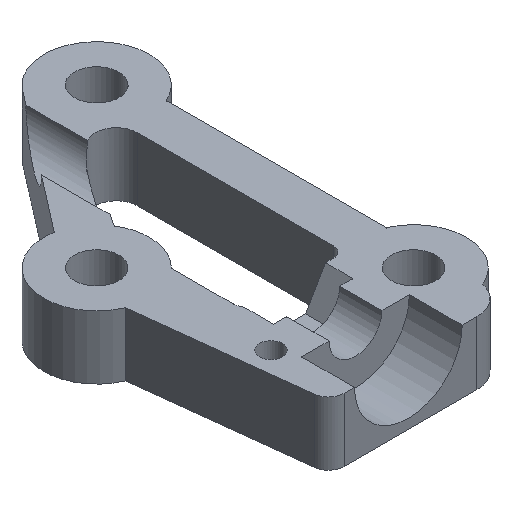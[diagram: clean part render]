
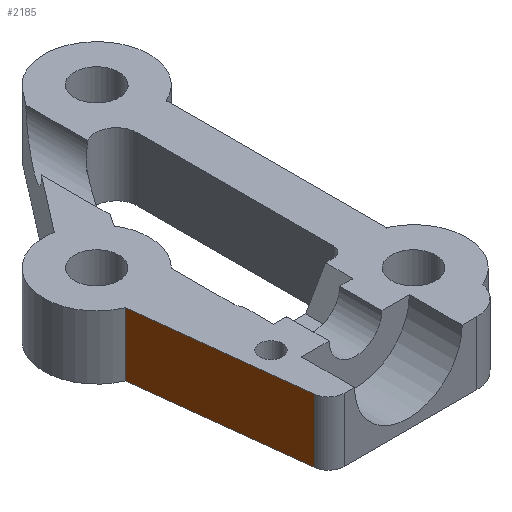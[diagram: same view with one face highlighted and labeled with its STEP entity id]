
A CAD part, isometric view. The second image highlights one B-rep face of the part: STEP entity #2185.
In plain terms, the highlighted planar face has unit normal (-0.993, -0.115, 0).
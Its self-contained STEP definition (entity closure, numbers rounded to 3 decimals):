
#44 = PLANE('',#45);
#45 = AXIS2_PLACEMENT_3D('',#46,#47,#48);
#46 = CARTESIAN_POINT('',(6.174,-59.239,-24.));
#47 = DIRECTION('',(0.,0.,1.));
#48 = DIRECTION('',(-1.,0.,0.));
#141 = EDGE_CURVE('',#142,#144,#146,.T.);
#142 = VERTEX_POINT('',#143);
#143 = CARTESIAN_POINT('',(6.174,-59.239,-24.));
#144 = VERTEX_POINT('',#145);
#145 = CARTESIAN_POINT('',(9.893,-91.345,-24.));
#146 = SURFACE_CURVE('',#147,(#151,#158),.PCURVE_S1.);
#147 = LINE('',#148,#149);
#148 = CARTESIAN_POINT('',(4.294,-43.007,-24.));
#149 = VECTOR('',#150,1.);
#150 = DIRECTION('',(0.115,-0.993,0.)
  );
#151 = PCURVE('',#44,#152);
#152 = DEFINITIONAL_REPRESENTATION('',(#153),#157);
#153 = LINE('',#154,#155);
#154 = CARTESIAN_POINT('',(1.88,-16.232));
#155 = VECTOR('',#156,1.);
#156 = DIRECTION('',(-0.115,0.993));
#157 = ( GEOMETRIC_REPRESENTATION_CONTEXT(2) 
PARAMETRIC_REPRESENTATION_CONTEXT() REPRESENTATION_CONTEXT('2D SPACE',''
  ) );
#158 = PCURVE('',#159,#164);
#159 = PLANE('',#160);
#160 = AXIS2_PLACEMENT_3D('',#161,#162,#163);
#161 = CARTESIAN_POINT('',(7.6,-71.55,-24.));
#162 = DIRECTION('',(0.993,0.115,0.)
  );
#163 = DIRECTION('',(0.,0.,1.));
#164 = DEFINITIONAL_REPRESENTATION('',(#165),#169);
#165 = LINE('',#166,#167);
#166 = CARTESIAN_POINT('',(0.,-28.734));
#167 = VECTOR('',#168,1.);
#168 = DIRECTION('',(0.,1.));
#169 = ( GEOMETRIC_REPRESENTATION_CONTEXT(2) 
PARAMETRIC_REPRESENTATION_CONTEXT() REPRESENTATION_CONTEXT('2D SPACE',''
  ) );
#192 = CYLINDRICAL_SURFACE('',#193,10.);
#193 = AXIS2_PLACEMENT_3D('',#194,#195,#196);
#194 = CARTESIAN_POINT('',(10.,-50.,-24.));
#195 = DIRECTION('',(0.,0.,1.));
#196 = DIRECTION('',(1.,0.,0.));
#542 = CYLINDRICAL_SURFACE('',#543,3.);
#543 = AXIS2_PLACEMENT_3D('',#544,#545,#546);
#544 = CARTESIAN_POINT('',(12.873,-91.,-24.));
#545 = DIRECTION('',(0.,0.,1.));
#546 = DIRECTION('',(-0.993,-0.115,0.
    ));
#2185 = ADVANCED_FACE('',(#2186),#159,.F.);
#2186 = FACE_BOUND('',#2187,.F.);
#2187 = EDGE_LOOP('',(#2188,#2189,#2212,#2240));
#2188 = ORIENTED_EDGE('',*,*,#141,.F.);
#2189 = ORIENTED_EDGE('',*,*,#2190,.T.);
#2190 = EDGE_CURVE('',#142,#2191,#2193,.T.);
#2191 = VERTEX_POINT('',#2192);
#2192 = CARTESIAN_POINT('',(6.174,-59.239,-12.));
#2193 = SURFACE_CURVE('',#2194,(#2198,#2205),.PCURVE_S1.);
#2194 = LINE('',#2195,#2196);
#2195 = CARTESIAN_POINT('',(6.174,-59.239,-24.));
#2196 = VECTOR('',#2197,1.);
#2197 = DIRECTION('',(0.,0.,1.));
#2198 = PCURVE('',#159,#2199);
#2199 = DEFINITIONAL_REPRESENTATION('',(#2200),#2204);
#2200 = LINE('',#2201,#2202);
#2201 = CARTESIAN_POINT('',(0.,-12.393));
#2202 = VECTOR('',#2203,1.);
#2203 = DIRECTION('',(1.,0.));
#2204 = ( GEOMETRIC_REPRESENTATION_CONTEXT(2) 
PARAMETRIC_REPRESENTATION_CONTEXT() REPRESENTATION_CONTEXT('2D SPACE',''
  ) );
#2205 = PCURVE('',#192,#2206);
#2206 = DEFINITIONAL_REPRESENTATION('',(#2207),#2211);
#2207 = LINE('',#2208,#2209);
#2208 = CARTESIAN_POINT('',(-1.963,0.));
#2209 = VECTOR('',#2210,1.);
#2210 = DIRECTION('',(0.,1.));
#2211 = ( GEOMETRIC_REPRESENTATION_CONTEXT(2) 
PARAMETRIC_REPRESENTATION_CONTEXT() REPRESENTATION_CONTEXT('2D SPACE',''
  ) );
#2212 = ORIENTED_EDGE('',*,*,#2213,.T.);
#2213 = EDGE_CURVE('',#2191,#2214,#2216,.T.);
#2214 = VERTEX_POINT('',#2215);
#2215 = CARTESIAN_POINT('',(9.893,-91.345,-12.));
#2216 = SURFACE_CURVE('',#2217,(#2221,#2228),.PCURVE_S1.);
#2217 = LINE('',#2218,#2219);
#2218 = CARTESIAN_POINT('',(4.294,-43.007,-12.));
#2219 = VECTOR('',#2220,1.);
#2220 = DIRECTION('',(0.115,-0.993,0.
    ));
#2221 = PCURVE('',#159,#2222);
#2222 = DEFINITIONAL_REPRESENTATION('',(#2223),#2227);
#2223 = LINE('',#2224,#2225);
#2224 = CARTESIAN_POINT('',(12.,-28.734));
#2225 = VECTOR('',#2226,1.);
#2226 = DIRECTION('',(0.,1.));
#2227 = ( GEOMETRIC_REPRESENTATION_CONTEXT(2) 
PARAMETRIC_REPRESENTATION_CONTEXT() REPRESENTATION_CONTEXT('2D SPACE',''
  ) );
#2228 = PCURVE('',#2229,#2234);
#2229 = PLANE('',#2230);
#2230 = AXIS2_PLACEMENT_3D('',#2231,#2232,#2233);
#2231 = CARTESIAN_POINT('',(12.996,-61.95,
    -12.));
#2232 = DIRECTION('',(0.,0.,-1.));
#2233 = DIRECTION('',(1.,0.,0.));
#2234 = DEFINITIONAL_REPRESENTATION('',(#2235),#2239);
#2235 = LINE('',#2236,#2237);
#2236 = CARTESIAN_POINT('',(-8.702,-18.942));
#2237 = VECTOR('',#2238,1.);
#2238 = DIRECTION('',(0.115,0.993));
#2239 = ( GEOMETRIC_REPRESENTATION_CONTEXT(2) 
PARAMETRIC_REPRESENTATION_CONTEXT() REPRESENTATION_CONTEXT('2D SPACE',''
  ) );
#2240 = ORIENTED_EDGE('',*,*,#2241,.F.);
#2241 = EDGE_CURVE('',#144,#2214,#2242,.T.);
#2242 = SURFACE_CURVE('',#2243,(#2247,#2254),.PCURVE_S1.);
#2243 = LINE('',#2244,#2245);
#2244 = CARTESIAN_POINT('',(9.893,-91.345,-24.));
#2245 = VECTOR('',#2246,1.);
#2246 = DIRECTION('',(0.,0.,1.));
#2247 = PCURVE('',#159,#2248);
#2248 = DEFINITIONAL_REPRESENTATION('',(#2249),#2253);
#2249 = LINE('',#2250,#2251);
#2250 = CARTESIAN_POINT('',(0.,19.927));
#2251 = VECTOR('',#2252,1.);
#2252 = DIRECTION('',(1.,0.));
#2253 = ( GEOMETRIC_REPRESENTATION_CONTEXT(2) 
PARAMETRIC_REPRESENTATION_CONTEXT() REPRESENTATION_CONTEXT('2D SPACE',''
  ) );
#2254 = PCURVE('',#542,#2255);
#2255 = DEFINITIONAL_REPRESENTATION('',(#2256),#2260);
#2256 = LINE('',#2257,#2258);
#2257 = CARTESIAN_POINT('',(0.,0.));
#2258 = VECTOR('',#2259,1.);
#2259 = DIRECTION('',(0.,1.));
#2260 = ( GEOMETRIC_REPRESENTATION_CONTEXT(2) 
PARAMETRIC_REPRESENTATION_CONTEXT() REPRESENTATION_CONTEXT('2D SPACE',''
  ) );
